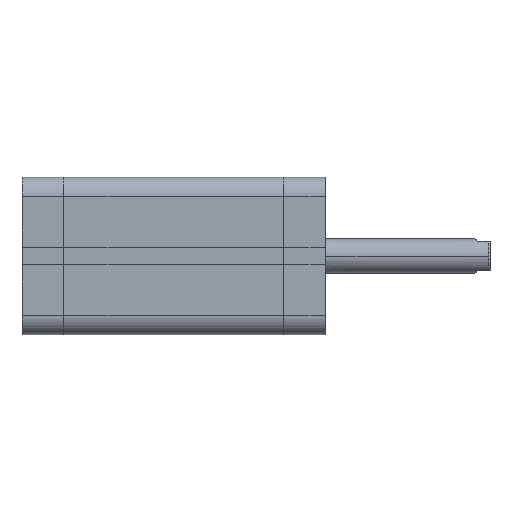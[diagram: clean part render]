
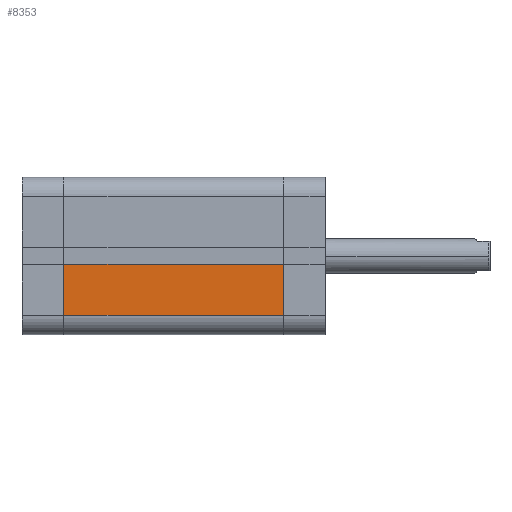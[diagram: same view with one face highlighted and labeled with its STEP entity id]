
A CAD part, front view. The second image highlights one B-rep face of the part: STEP entity #8353.
In plain terms, the highlighted planar face has unit normal (0, -1, 0).
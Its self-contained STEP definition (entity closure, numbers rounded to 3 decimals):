
#92 = VECTOR ( 'NONE', #14113, 1000. ) ;
#3088 = CARTESIAN_POINT ( 'NONE',  ( 76.001, -27.25, -2.8 ) ) ;
#4587 = EDGE_CURVE ( 'NONE', #30338, #19022, #10887, .T. ) ;
#5610 = LINE ( 'NONE', #3088, #20170 ) ;
#5724 = CARTESIAN_POINT ( 'NONE',  ( 76., -27.25, -27.25 ) ) ;
#8353 = ADVANCED_FACE ( 'NONE', ( #29874 ), #13761, .F. ) ;
#10316 = LINE ( 'NONE', #29115, #31585 ) ;
#10887 = LINE ( 'NONE', #25182, #92 ) ;
#10902 = DIRECTION ( 'NONE',  ( 0., 0., 1. ) ) ;
#11082 = ORIENTED_EDGE ( 'NONE', *, *, #22716, .F. ) ;
#11153 = DIRECTION ( 'NONE',  ( -1., 0., 0. ) ) ;
#12366 = CARTESIAN_POINT ( 'NONE',  ( 76., -27.25, -2.8 ) ) ;
#13761 = PLANE ( 'NONE',  #28717 ) ;
#13924 = VECTOR ( 'NONE', #15707, 1000. ) ;
#14113 = DIRECTION ( 'NONE',  ( 1., 0., 0. ) ) ;
#15707 = DIRECTION ( 'NONE',  ( 0., 0., -1. ) ) ;
#18298 = CARTESIAN_POINT ( 'NONE',  ( 0., -27.25, -2.8 ) ) ;
#19022 = VERTEX_POINT ( 'NONE', #22982 ) ;
#20170 = VECTOR ( 'NONE', #11153, 1000. ) ;
#22112 = VERTEX_POINT ( 'NONE', #12366 ) ;
#22716 = EDGE_CURVE ( 'NONE', #22112, #19022, #10316, .T. ) ;
#22982 = CARTESIAN_POINT ( 'NONE',  ( 76., -27.25, -20.45 ) ) ;
#23413 = LINE ( 'NONE', #26636, #13924 ) ;
#23804 = ORIENTED_EDGE ( 'NONE', *, *, #29674, .T. ) ;
#25182 = CARTESIAN_POINT ( 'NONE',  ( 76., -27.25, -20.45 ) ) ;
#26636 = CARTESIAN_POINT ( 'NONE',  ( 0., -27.25, -27.25 ) ) ;
#27202 = DIRECTION ( 'NONE',  ( 0., 1., 0. ) ) ;
#28298 = ORIENTED_EDGE ( 'NONE', *, *, #4587, .T. ) ;
#28717 = AXIS2_PLACEMENT_3D ( 'NONE', #5724, #27202, #10902 ) ;
#29115 = CARTESIAN_POINT ( 'NONE',  ( 76., -27.25, -27.25 ) ) ;
#29674 = EDGE_CURVE ( 'NONE', #22112, #31364, #5610, .T. ) ;
#29874 = FACE_OUTER_BOUND ( 'NONE', #31857, .T. ) ;
#30338 = VERTEX_POINT ( 'NONE', #33293 ) ;
#30362 = EDGE_CURVE ( 'NONE', #31364, #30338, #23413, .T. ) ;
#31364 = VERTEX_POINT ( 'NONE', #18298 ) ;
#31585 = VECTOR ( 'NONE', #34861, 1000. ) ;
#31857 = EDGE_LOOP ( 'NONE', ( #23804, #33346, #28298, #11082 ) ) ;
#33293 = CARTESIAN_POINT ( 'NONE',  ( 0., -27.25, -20.45 ) ) ;
#33346 = ORIENTED_EDGE ( 'NONE', *, *, #30362, .T. ) ;
#34861 = DIRECTION ( 'NONE',  ( 0., 0., -1. ) ) ;
